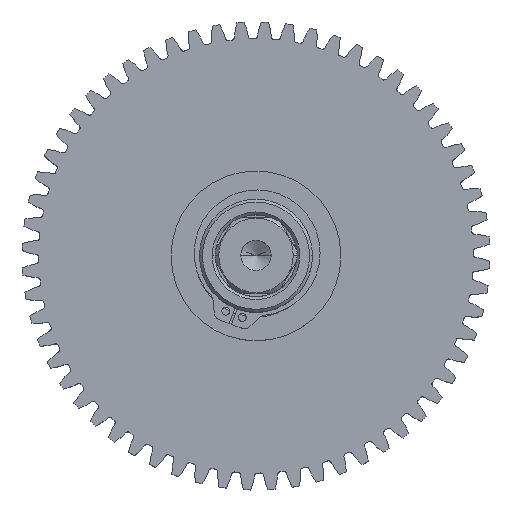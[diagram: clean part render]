
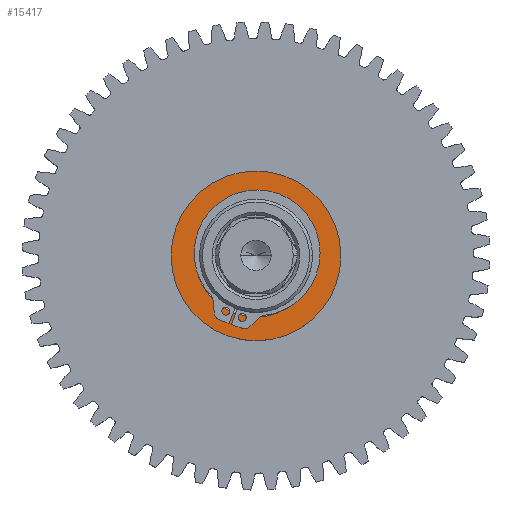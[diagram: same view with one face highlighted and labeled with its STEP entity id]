
A CAD part, top view. The second image highlights one B-rep face of the part: STEP entity #15417.
In plain terms, the highlighted face is planar.
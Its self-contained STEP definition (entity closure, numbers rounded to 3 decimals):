
#18 = ORIENTED_EDGE ( 'NONE', *, *, #10235, .F. ) ;
#102 = ORIENTED_EDGE ( 'NONE', *, *, #11121, .F. ) ;
#1427 = DIRECTION ( 'NONE',  ( 1., 0., 0. ) ) ;
#3770 = CARTESIAN_POINT ( 'NONE',  ( 0., 14.288, -3.048 ) ) ;
#5552 = CARTESIAN_POINT ( 'NONE',  ( 14.288, 0., -3.048 ) ) ;
#6324 = DIRECTION ( 'NONE',  ( 1., 0., 0. ) ) ;
#6379 = DIRECTION ( 'NONE',  ( 0., 0., 1. ) ) ;
#6422 = CARTESIAN_POINT ( 'NONE',  ( 0., 0., -3.048 ) ) ;
#6473 = VERTEX_POINT ( 'NONE', #5552 ) ;
#7017 = EDGE_CURVE ( 'NONE', #7194, #7308, #19551, .T. ) ;
#7194 = VERTEX_POINT ( 'NONE', #41666 ) ;
#7308 = VERTEX_POINT ( 'NONE', #40988 ) ;
#8667 = AXIS2_PLACEMENT_3D ( 'NONE', #37167, #15894, #40693 ) ;
#10235 = EDGE_CURVE ( 'NONE', #6473, #13363, #39832, .T. ) ;
#10670 = AXIS2_PLACEMENT_3D ( 'NONE', #13307, #38243, #17017 ) ;
#10770 = CARTESIAN_POINT ( 'NONE',  ( -14.288, 0., -3.048 ) ) ;
#11121 = EDGE_CURVE ( 'NONE', #13363, #6473, #15432, .T. ) ;
#11454 = EDGE_LOOP ( 'NONE', ( #45881, #46327 ) ) ;
#11474 = EDGE_CURVE ( 'NONE', #7308, #7194, #27665, .T. ) ;
#13307 = CARTESIAN_POINT ( 'NONE',  ( 0., 0., -3.048 ) ) ;
#13363 = VERTEX_POINT ( 'NONE', #10770 ) ;
#13620 = AXIS2_PLACEMENT_3D ( 'NONE', #44509, #23426, #1427 ) ;
#15417 = ADVANCED_FACE ( 'NONE', ( #25145, #35698 ), #36347, .F. ) ;
#15432 = CIRCLE ( 'NONE', #10670, 14.288 ) ;
#15894 = DIRECTION ( 'NONE',  ( 0., 0., 1. ) ) ;
#16625 = EDGE_LOOP ( 'NONE', ( #18, #102 ) ) ;
#17017 = DIRECTION ( 'NONE',  ( 1., 0., 0. ) ) ;
#18672 = DIRECTION ( 'NONE',  ( 1., 0., 0. ) ) ;
#19551 = CIRCLE ( 'NONE', #24760, 10.275 ) ;
#23426 = DIRECTION ( 'NONE',  ( 0., 0., 1. ) ) ;
#24760 = AXIS2_PLACEMENT_3D ( 'NONE', #6422, #6379, #6324 ) ;
#25145 = FACE_BOUND ( 'NONE', #11454, .T. ) ;
#27665 = CIRCLE ( 'NONE', #8667, 10.275 ) ;
#35698 = FACE_OUTER_BOUND ( 'NONE', #16625, .T. ) ;
#36347 = PLANE ( 'NONE',  #44981 ) ;
#37167 = CARTESIAN_POINT ( 'NONE',  ( 0., 0., -3.048 ) ) ;
#38243 = DIRECTION ( 'NONE',  ( 0., 0., 1. ) ) ;
#39832 = CIRCLE ( 'NONE', #13620, 14.288 ) ;
#39875 = DIRECTION ( 'NONE',  ( 0., 0., 1. ) ) ;
#40693 = DIRECTION ( 'NONE',  ( 1., 0., 0. ) ) ;
#40988 = CARTESIAN_POINT ( 'NONE',  ( 10.275, 0., -3.048 ) ) ;
#41666 = CARTESIAN_POINT ( 'NONE',  ( -10.275, 0., -3.048 ) ) ;
#44509 = CARTESIAN_POINT ( 'NONE',  ( 0., 0., -3.048 ) ) ;
#44981 = AXIS2_PLACEMENT_3D ( 'NONE', #3770, #39875, #18672 ) ;
#45881 = ORIENTED_EDGE ( 'NONE', *, *, #7017, .T. ) ;
#46327 = ORIENTED_EDGE ( 'NONE', *, *, #11474, .T. ) ;
